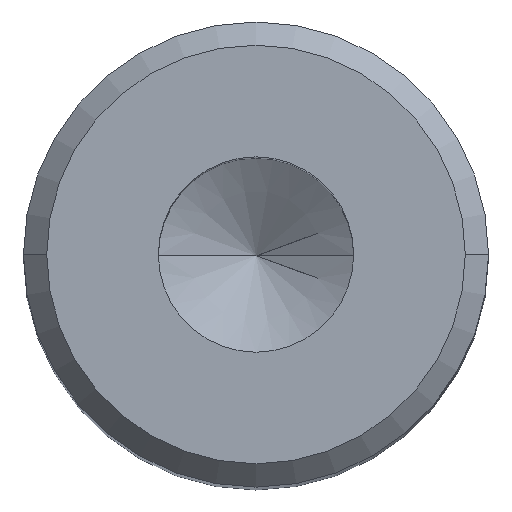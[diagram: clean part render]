
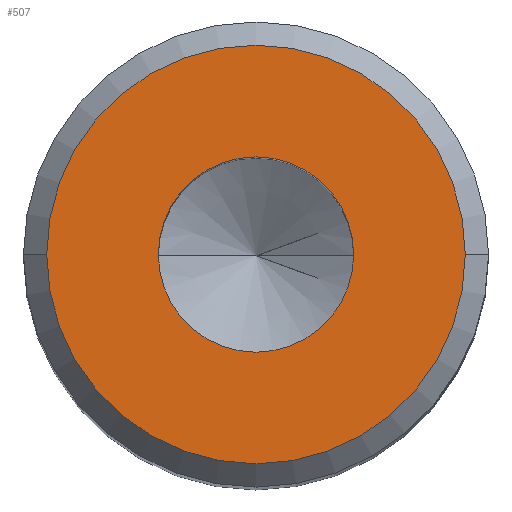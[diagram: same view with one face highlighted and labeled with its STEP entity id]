
A CAD part, top view. The second image highlights one B-rep face of the part: STEP entity #507.
In plain terms, the highlighted planar face has unit normal (0, 0, 1).
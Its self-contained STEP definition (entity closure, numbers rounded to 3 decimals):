
#36 = PLANE ( 'NONE',  #305 ) ;
#53 = DIRECTION ( 'NONE',  ( 0., 0., 1. ) ) ;
#55 = CARTESIAN_POINT ( 'NONE',  ( -2.1, 0., 0. ) ) ;
#79 = CIRCLE ( 'NONE', #482, 2.1 ) ;
#81 = DIRECTION ( 'NONE',  ( 0., 0., 1. ) ) ;
#102 = ORIENTED_EDGE ( 'NONE', *, *, #582, .T. ) ;
#104 = DIRECTION ( 'NONE',  ( 1., 0., 0. ) ) ;
#107 = CARTESIAN_POINT ( 'NONE',  ( 4.5, 0., 0. ) ) ;
#130 = ORIENTED_EDGE ( 'NONE', *, *, #513, .F. ) ;
#133 = VERTEX_POINT ( 'NONE', #250 ) ;
#137 = AXIS2_PLACEMENT_3D ( 'NONE', #535, #217, #441 ) ;
#210 = DIRECTION ( 'NONE',  ( 1., 0., 0. ) ) ;
#212 = EDGE_LOOP ( 'NONE', ( #102, #502 ) ) ;
#217 = DIRECTION ( 'NONE',  ( 0., 0., 1. ) ) ;
#221 = ORIENTED_EDGE ( 'NONE', *, *, #298, .F. ) ;
#250 = CARTESIAN_POINT ( 'NONE',  ( -4.5, 0., 0. ) ) ;
#260 = VERTEX_POINT ( 'NONE', #55 ) ;
#275 = DIRECTION ( 'NONE',  ( 0., 0., 1. ) ) ;
#298 = EDGE_CURVE ( 'NONE', #316, #260, #385, .T. ) ;
#305 = AXIS2_PLACEMENT_3D ( 'NONE', #328, #275, #210 ) ;
#306 = DIRECTION ( 'NONE',  ( 1., 0., 0. ) ) ;
#311 = CARTESIAN_POINT ( 'NONE',  ( 2.1, 0., 0. ) ) ;
#316 = VERTEX_POINT ( 'NONE', #311 ) ;
#322 = CARTESIAN_POINT ( 'NONE',  ( 0., 0., 0. ) ) ;
#328 = CARTESIAN_POINT ( 'NONE',  ( 0., 0., 0. ) ) ;
#338 = CIRCLE ( 'NONE', #563, 4.5 ) ;
#368 = FACE_BOUND ( 'NONE', #415, .T. ) ;
#385 = CIRCLE ( 'NONE', #137, 2.1 ) ;
#386 = AXIS2_PLACEMENT_3D ( 'NONE', #322, #53, #104 ) ;
#415 = EDGE_LOOP ( 'NONE', ( #221, #130 ) ) ;
#436 = DIRECTION ( 'NONE',  ( 1., 0., 0. ) ) ;
#441 = DIRECTION ( 'NONE',  ( 1., 0., 0. ) ) ;
#461 = EDGE_CURVE ( 'NONE', #544, #133, #338, .T. ) ;
#482 = AXIS2_PLACEMENT_3D ( 'NONE', #562, #531, #306 ) ;
#502 = ORIENTED_EDGE ( 'NONE', *, *, #461, .T. ) ;
#504 = FACE_OUTER_BOUND ( 'NONE', #212, .T. ) ;
#507 = ADVANCED_FACE ( 'NONE', ( #368, #504 ), #36, .T. ) ;
#513 = EDGE_CURVE ( 'NONE', #260, #316, #79, .T. ) ;
#514 = CARTESIAN_POINT ( 'NONE',  ( 0., 0., 0. ) ) ;
#526 = CIRCLE ( 'NONE', #386, 4.5 ) ;
#531 = DIRECTION ( 'NONE',  ( 0., 0., 1. ) ) ;
#535 = CARTESIAN_POINT ( 'NONE',  ( 0., 0., 0. ) ) ;
#544 = VERTEX_POINT ( 'NONE', #107 ) ;
#562 = CARTESIAN_POINT ( 'NONE',  ( 0., 0., 0. ) ) ;
#563 = AXIS2_PLACEMENT_3D ( 'NONE', #514, #81, #436 ) ;
#582 = EDGE_CURVE ( 'NONE', #133, #544, #526, .T. ) ;
